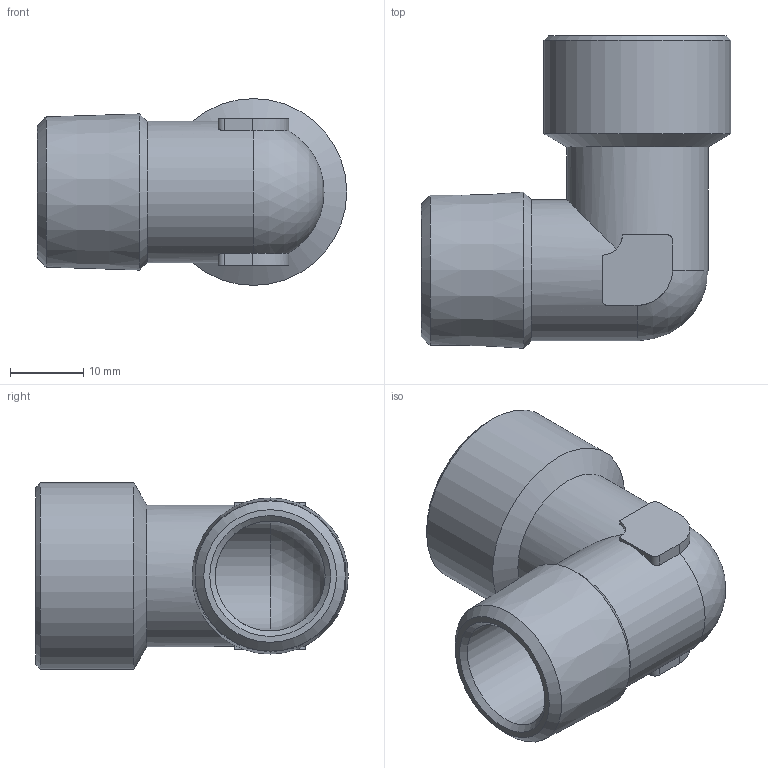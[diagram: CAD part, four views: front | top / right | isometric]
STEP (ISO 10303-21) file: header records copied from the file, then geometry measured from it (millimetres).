
FILE_DESCRIPTION(/* description */ ('STEP AP214'),/* implementation_level */ '2;1');
FILE_NAME(/* name */ '8030219_NPFC-L-R12-G12-MF',/* time_stamp */ '2024-09-11T13:23:27+02:00',/* author */ ('License CC BY-ND 4.0'),/* organization */ ('CADENAS'),/* preprocessor_version */ 'ST-DEVELOPER v19.3',/* originating_system */ 'PARTsolutions',/* authorisation */ ' ');
FILE_SCHEMA (('AUTOMOTIVE_DESIGN {1 0 10303 214 3 1 1}'));
Length unit declared in the file: millimetre
Products named in the file (1): 8030219 NPFC-L-R12-G12-MF
Bounding box: 42.25 x 42.66 x 25.5 mm (x, y, z)
Volume: 9445.7 mm3; surface area: 7539.7 mm2
Topology: 1 solids, 1 shells, 36 faces, 95 edges, 59 vertices
Faces by surface type: cylinder 14, plane 12, cone 8, sphere 2
Full cylindrical faces by diameter (mm): 15 x2, 18.631 x1, 19.3 x2, 25.5 x1
Entity records: 1036 total; most frequent: CARTESIAN_POINT 213, DIRECTION 166, ORIENTED_EDGE 148, EDGE_CURVE 74, AXIS2_PLACEMENT_3D 69, VERTEX_POINT 54, EDGE_LOOP 52, FACE_BOUND 52
